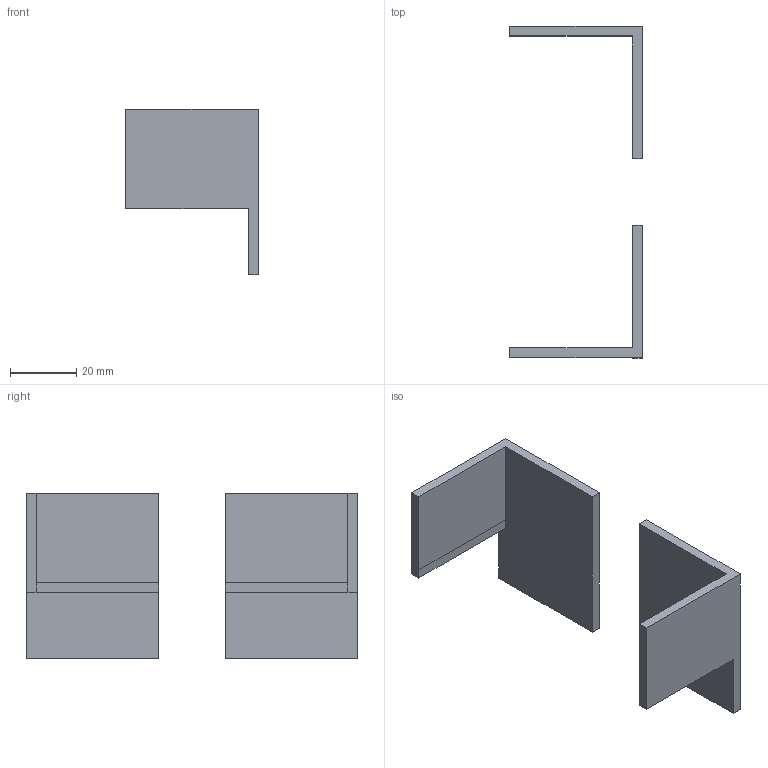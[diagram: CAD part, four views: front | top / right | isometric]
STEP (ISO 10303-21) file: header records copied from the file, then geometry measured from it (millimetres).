
FILE_DESCRIPTION(('HOOPS Exchange Step'),'2;1');
FILE_NAME('temp_export','2024-06-05T14:52:23-04:00',('mobile'),('Shapr3D Limited'),'HOOPS Exchange 2024.2','Shapr3D','Authorized');
FILE_SCHEMA( ('AUTOMOTIVE_DESIGN { 1 0 10303 214 1 1 1 1 }') );
Length unit declared in the file: millimetre
Products named in the file (1): root
Bounding box: 40 x 100 x 50 mm (x, y, z)
Volume: 18660 mm3; surface area: 13964 mm2
Topology: 2 solids, 2 shells, 24 faces, 56 edges, 36 vertices
Faces by surface type: plane 24
Entity records: 691 total; most frequent: CARTESIAN_POINT 117, ORIENTED_EDGE 112, DIRECTION 106, VECTOR 56, LINE 56, EDGE_CURVE 56, VERTEX_POINT 36, AXIS2_PLACEMENT_3D 25
